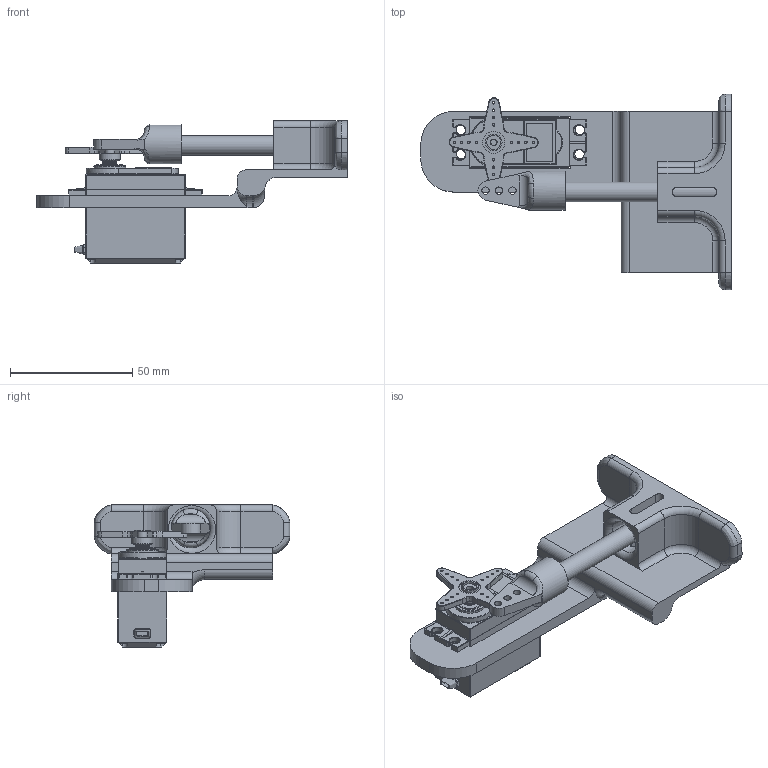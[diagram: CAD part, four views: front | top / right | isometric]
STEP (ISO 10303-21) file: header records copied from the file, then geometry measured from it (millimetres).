
FILE_DESCRIPTION(/* description */ (''),/* implementation_level */ '2;1');
FILE_NAME(/* name */ 'garage door lock assembly v4.step',/* time_stamp */ '2023-08-08T16:10:49+09:30',/* author */ (''),/* organization */ (''),/* preprocessor_version */ 'ST-DEVELOPER v19.2',/* originating_system */ 'Autodesk Translation Framework v12.4.0.73',/* authorisation */ '');
FILE_SCHEMA (('AUTOMOTIVE_DESIGN { 1 0 10303 214 3 1 1 }'));
Length unit declared in the file: millimetre
Products named in the file (6): garage door lock assembly; bolt; bolt control horn; Servo Futaba S3003 v6; Aspa-creu-Axix holder v2; bolt guide
Assembly tree (5 placements, depth 3):
  garage door lock assembly
    bolt
    bolt control horn
    Servo Futaba S3003 v6
      Aspa-creu-Axix holder v2
    bolt guide
Bounding box: 126.88 x 80 x 58.05 mm (x, y, z)
Volume: 78507.9 mm3; surface area: 32177 mm2
Topology: 7 solids, 7 shells, 776 faces, 1883 edges, 1137 vertices
Faces by surface type: plane 358, cylinder 279, torus 106, bspline 24, sphere 6, cone 3
Full cylindrical faces by diameter (mm): 1 x16, 2.5 x1, 2.7 x1, 3 x3, 3.85 x4, 5.5 x1, 5.8 x1, 6 x6, 6.8 x1, 8 x1, 8.5 x1, 8.6 x1, 9 x2, 10.6 x1, 13 x1, 16 x1
Entity records: 25114 total; most frequent: CARTESIAN_POINT 6414, DIRECTION 4075, ORIENTED_EDGE 3762, EDGE_CURVE 1881, AXIS2_PLACEMENT_3D 1530, VERTEX_POINT 1137, LINE 1015, VECTOR 1015
